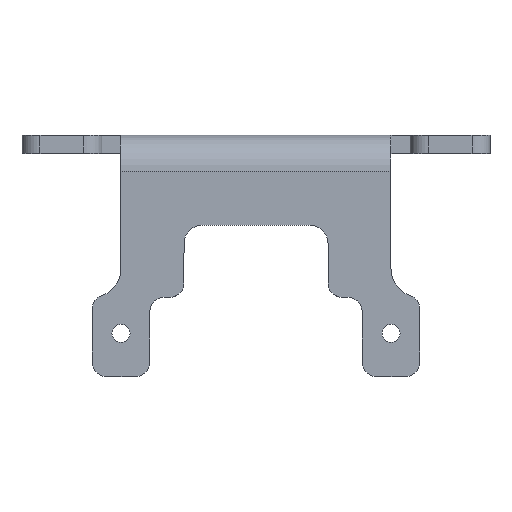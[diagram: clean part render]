
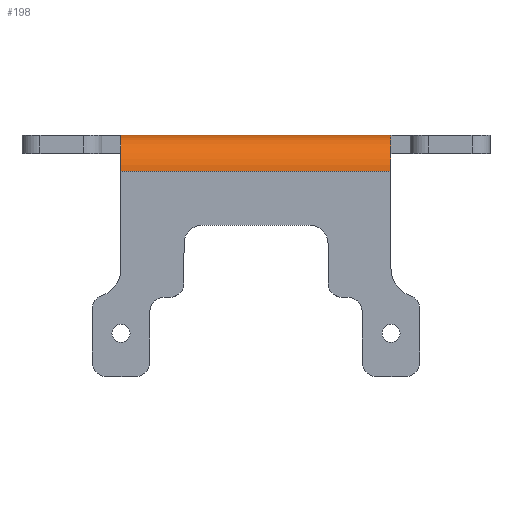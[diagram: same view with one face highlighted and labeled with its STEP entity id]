
A CAD part, top view. The second image highlights one B-rep face of the part: STEP entity #198.
In plain terms, the highlighted cylindrical face has radius 10 mm (diameter 20 mm), a partial arc.
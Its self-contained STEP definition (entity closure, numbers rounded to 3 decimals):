
#43 = CARTESIAN_POINT ( 'NONE',  ( 37.5, 45., 5. ) ) ;
#80 = CARTESIAN_POINT ( 'NONE',  ( 65., 45., -5. ) ) ;
#113 = VERTEX_POINT ( 'NONE', #445 ) ;
#168 = CARTESIAN_POINT ( 'NONE',  ( 65., 55., -5. ) ) ;
#198 = ADVANCED_FACE ( 'NONE', ( #1323 ), #876, .T. ) ;
#296 = VERTEX_POINT ( 'NONE', #699 ) ;
#322 = DIRECTION ( 'NONE',  ( -1., 0., 0. ) ) ;
#328 = CARTESIAN_POINT ( 'NONE',  ( 47.5, 45., 5. ) ) ;
#420 = AXIS2_PLACEMENT_3D ( 'NONE', #774, #1811, #919 ) ;
#445 = CARTESIAN_POINT ( 'NONE',  ( -37.5, 55., -5. ) ) ;
#507 = AXIS2_PLACEMENT_3D ( 'NONE', #80, #1862, #1421 ) ;
#533 = EDGE_LOOP ( 'NONE', ( #1826, #673, #860, #1805 ) ) ;
#634 = LINE ( 'NONE', #168, #1775 ) ;
#650 = VERTEX_POINT ( 'NONE', #1347 ) ;
#673 = ORIENTED_EDGE ( 'NONE', *, *, #1480, .T. ) ;
#678 = AXIS2_PLACEMENT_3D ( 'NONE', #1712, #827, #1860 ) ;
#699 = CARTESIAN_POINT ( 'NONE',  ( 37.5, 55., -5. ) ) ;
#774 = CARTESIAN_POINT ( 'NONE',  ( -37.5, 45., -5. ) ) ;
#805 = LINE ( 'NONE', #328, #1151 ) ;
#827 = DIRECTION ( 'NONE',  ( 1., 0., 0. ) ) ;
#860 = ORIENTED_EDGE ( 'NONE', *, *, #980, .F. ) ;
#876 = CYLINDRICAL_SURFACE ( 'NONE', #507, 10. ) ;
#919 = DIRECTION ( 'NONE',  ( 0., 0., -1. ) ) ;
#980 = EDGE_CURVE ( 'NONE', #296, #1505, #1690, .T. ) ;
#986 = CIRCLE ( 'NONE', #420, 10. ) ;
#1151 = VECTOR ( 'NONE', #1225, 1000. ) ;
#1225 = DIRECTION ( 'NONE',  ( 1., 0., 0. ) ) ;
#1323 = FACE_OUTER_BOUND ( 'NONE', #533, .T. ) ;
#1347 = CARTESIAN_POINT ( 'NONE',  ( -37.5, 45., 5. ) ) ;
#1421 = DIRECTION ( 'NONE',  ( 0., 1., 0. ) ) ;
#1480 = EDGE_CURVE ( 'NONE', #650, #1505, #805, .T. ) ;
#1505 = VERTEX_POINT ( 'NONE', #43 ) ;
#1690 = CIRCLE ( 'NONE', #678, 10. ) ;
#1712 = CARTESIAN_POINT ( 'NONE',  ( 37.5, 45., -5. ) ) ;
#1774 = EDGE_CURVE ( 'NONE', #296, #113, #634, .T. ) ;
#1775 = VECTOR ( 'NONE', #322, 1000. ) ;
#1784 = EDGE_CURVE ( 'NONE', #650, #113, #986, .T. ) ;
#1805 = ORIENTED_EDGE ( 'NONE', *, *, #1774, .T. ) ;
#1811 = DIRECTION ( 'NONE',  ( -1., 0., 0. ) ) ;
#1826 = ORIENTED_EDGE ( 'NONE', *, *, #1784, .F. ) ;
#1860 = DIRECTION ( 'NONE',  ( 0., 0., 1. ) ) ;
#1862 = DIRECTION ( 'NONE',  ( 1., 0., 0. ) ) ;
